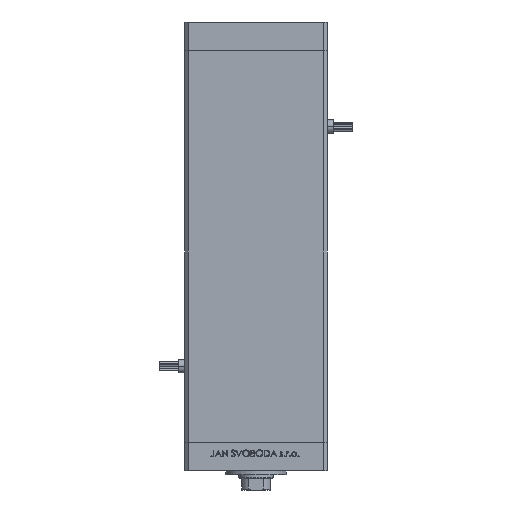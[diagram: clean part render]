
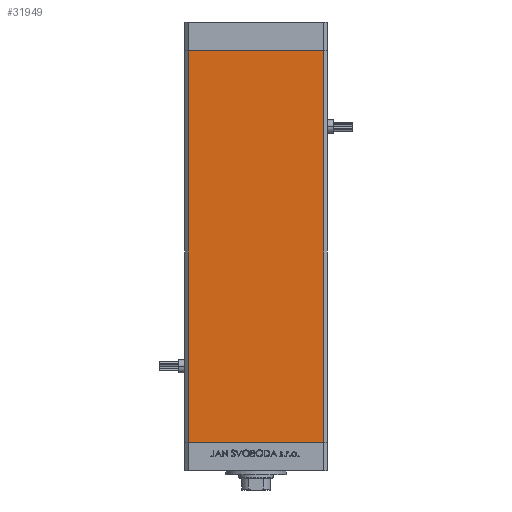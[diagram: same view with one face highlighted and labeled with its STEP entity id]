
A CAD part, front view. The second image highlights one B-rep face of the part: STEP entity #31949.
In plain terms, the highlighted planar face has unit normal (0, -1, 0).
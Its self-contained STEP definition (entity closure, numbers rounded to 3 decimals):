
#1401 = AXIS2_PLACEMENT_3D ( 'NONE', #23910, #33090, #48578 ) ;
#2696 = EDGE_CURVE ( 'NONE', #50706, #6360, #41643, .T. ) ;
#3282 = CARTESIAN_POINT ( 'NONE',  ( -35.5, -32.5, 0. ) ) ;
#4971 = ORIENTED_EDGE ( 'NONE', *, *, #37376, .F. ) ;
#4974 = EDGE_CURVE ( 'NONE', #24810, #28908, #43285, .T. ) ;
#6360 = VERTEX_POINT ( 'NONE', #3282 ) ;
#7270 = CARTESIAN_POINT ( 'NONE',  ( 35.5, -32.5, 206. ) ) ;
#8243 = LINE ( 'NONE', #23782, #12037 ) ;
#11289 = VECTOR ( 'NONE', #29410, 1000. ) ;
#12037 = VECTOR ( 'NONE', #44784, 1000. ) ;
#12884 = ORIENTED_EDGE ( 'NONE', *, *, #2696, .T. ) ;
#13371 = CARTESIAN_POINT ( 'NONE',  ( -35.5, -32.5, 206. ) ) ;
#16809 = CARTESIAN_POINT ( 'NONE',  ( 35.5, -32.5, 206. ) ) ;
#17215 = CARTESIAN_POINT ( 'NONE',  ( -35.5, -32.5, 206. ) ) ;
#22603 = VECTOR ( 'NONE', #36679, 1000. ) ;
#23491 = EDGE_CURVE ( 'NONE', #6360, #28908, #8243, .T. ) ;
#23782 = CARTESIAN_POINT ( 'NONE',  ( -35.5, -32.5, 0. ) ) ;
#23910 = CARTESIAN_POINT ( 'NONE',  ( -35.5, -32.5, 206. ) ) ;
#24810 = VERTEX_POINT ( 'NONE', #16809 ) ;
#28111 = FACE_OUTER_BOUND ( 'NONE', #28262, .T. ) ;
#28120 = CARTESIAN_POINT ( 'NONE',  ( -35.5, -32.5, 206. ) ) ;
#28262 = EDGE_LOOP ( 'NONE', ( #40206, #42020, #4971, #12884 ) ) ;
#28906 = CARTESIAN_POINT ( 'NONE',  ( 35.5, -32.5, 0. ) ) ;
#28908 = VERTEX_POINT ( 'NONE', #28906 ) ;
#29410 = DIRECTION ( 'NONE',  ( 1., 0., 0. ) ) ;
#31949 = ADVANCED_FACE ( 'NONE', ( #28111 ), #44914, .F. ) ;
#33090 = DIRECTION ( 'NONE',  ( 0., 1., 0. ) ) ;
#36679 = DIRECTION ( 'NONE',  ( 0., 0., -1. ) ) ;
#37376 = EDGE_CURVE ( 'NONE', #50706, #24810, #45432, .T. ) ;
#40206 = ORIENTED_EDGE ( 'NONE', *, *, #23491, .T. ) ;
#41643 = LINE ( 'NONE', #17215, #22603 ) ;
#42020 = ORIENTED_EDGE ( 'NONE', *, *, #4974, .F. ) ;
#43285 = LINE ( 'NONE', #7270, #46325 ) ;
#44784 = DIRECTION ( 'NONE',  ( 1., 0., 0. ) ) ;
#44914 = PLANE ( 'NONE',  #1401 ) ;
#45432 = LINE ( 'NONE', #13371, #11289 ) ;
#46325 = VECTOR ( 'NONE', #50881, 1000. ) ;
#48578 = DIRECTION ( 'NONE',  ( 0., 0., 1. ) ) ;
#50706 = VERTEX_POINT ( 'NONE', #28120 ) ;
#50881 = DIRECTION ( 'NONE',  ( 0., 0., -1. ) ) ;
